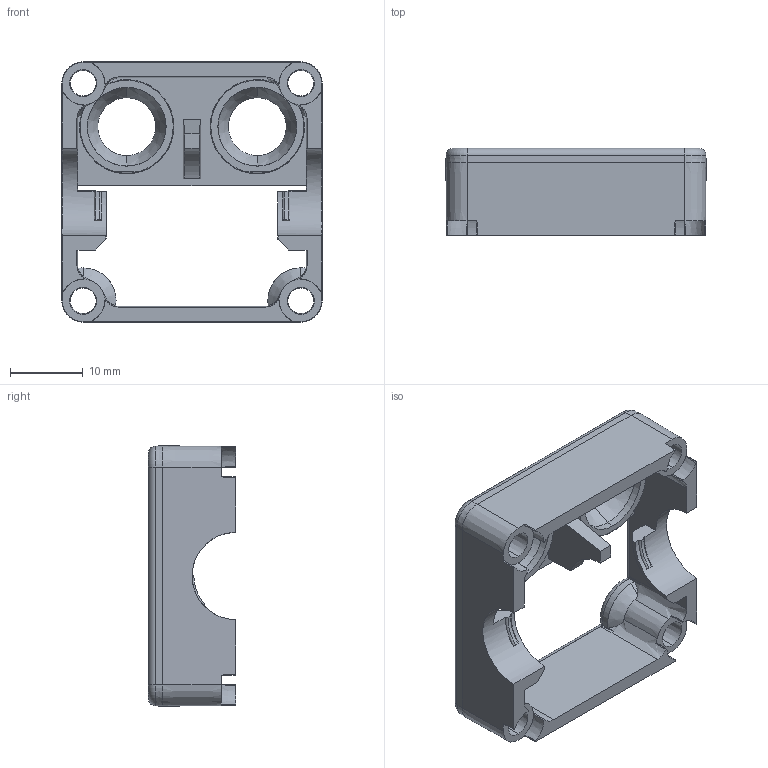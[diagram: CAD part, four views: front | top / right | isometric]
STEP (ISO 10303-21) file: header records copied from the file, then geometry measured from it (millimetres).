
FILE_DESCRIPTION (( 'STEP AP203' ), '1' );
FILE_NAME ('1320-B2P-A.STEP', '2013-08-15T16:47:45', ( '' ), ( '' ), 'SwSTEP 2.0', 'SolidWorks 2013', '' );
FILE_SCHEMA (( 'CONFIG_CONTROL_DESIGN' ));
Length unit declared in the file: millimetre
Products named in the file (1): 1320-B2P-A
Bounding box: 35.89 x 12 x 35.89 mm (x, y, z)
Volume: 4254.1 mm3; surface area: 5079.4 mm2
Topology: 1 solids, 1 shells, 154 faces, 424 edges, 272 vertices
Faces by surface type: cone 51, plane 41, bspline 32, cylinder 20, torus 10
Entity records: 7121 total; most frequent: CARTESIAN_POINT 3493, ORIENTED_EDGE 848, DIRECTION 608, EDGE_CURVE 424, VERTEX_POINT 272, AXIS2_PLACEMENT_3D 239, EDGE_LOOP 168, B_SPLINE_CURVE_WITH_KNOTS 164
